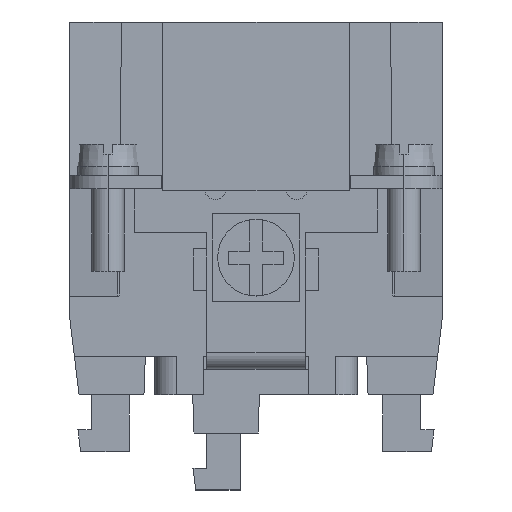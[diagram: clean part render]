
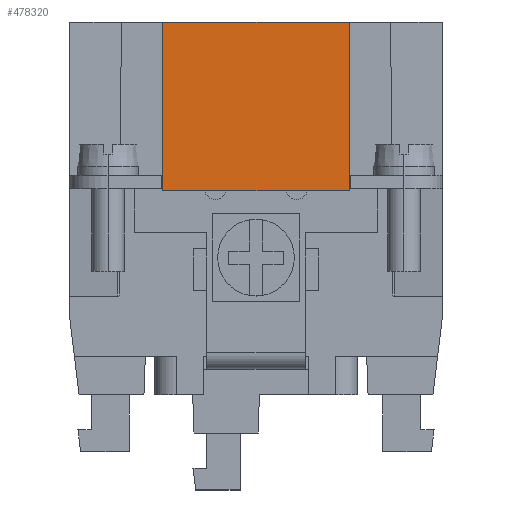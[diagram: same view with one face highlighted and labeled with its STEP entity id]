
A CAD part, left-side view. The second image highlights one B-rep face of the part: STEP entity #478320.
In plain terms, the highlighted planar face has unit normal (-1, 0, 0).
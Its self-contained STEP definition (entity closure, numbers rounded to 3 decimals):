
#110560=CARTESIAN_POINT('',(38.514,58.702,33.2));
#110570=VERTEX_POINT('',#110560);
#112460=CARTESIAN_POINT('',(38.514,41.702,33.2));
#112470=VERTEX_POINT('',#112460);
#112500=CARTESIAN_POINT('',(38.514,56.702,33.2));
#112510=DIRECTION('',(0.,-1.,0.));
#112520=VECTOR('',#112510,1.);
#112530=LINE('',#112500,#112520);
#112540=EDGE_CURVE('',#110570,#112470,#112530,.T.);
#478020=CARTESIAN_POINT('',(38.514,33.202,0.));
#478030=DIRECTION('',(-1.,0.,0.));
#478040=DIRECTION('',(0.,1.,0.));
#478050=AXIS2_PLACEMENT_3D('',#478020,#478030,#478040);
#478060=PLANE('',#478050);
#478070=CARTESIAN_POINT('',(38.514,41.702,0.));
#478080=DIRECTION('',(0.,0.,1.));
#478090=VECTOR('',#478080,1.);
#478100=LINE('',#478070,#478090);
#478110=CARTESIAN_POINT('',(38.514,41.702,17.8));
#478120=VERTEX_POINT('',#478110);
#478130=EDGE_CURVE('',#478120,#112470,#478100,.T.);
#478140=ORIENTED_EDGE('',*,*,#478130,.T.);
#478150=CARTESIAN_POINT('',(38.514,0.,17.8));
#478160=DIRECTION('',(0.,-1.,0.));
#478170=VECTOR('',#478160,1.);
#478180=LINE('',#478150,#478170);
#478190=CARTESIAN_POINT('',(38.514,58.702,17.8));
#478200=VERTEX_POINT('',#478190);
#478210=EDGE_CURVE('',#478200,#478120,#478180,.T.);
#478220=ORIENTED_EDGE('',*,*,#478210,.T.);
#478230=CARTESIAN_POINT('',(38.514,58.702,0.));
#478240=DIRECTION('',(0.,0.,1.));
#478250=VECTOR('',#478240,1.);
#478260=LINE('',#478230,#478250);
#478270=EDGE_CURVE('',#478200,#110570,#478260,.T.);
#478280=ORIENTED_EDGE('',*,*,#478270,.F.);
#478290=ORIENTED_EDGE('',*,*,#112540,.F.);
#478300=EDGE_LOOP('',(#478290,#478280,#478220,#478140));
#478310=FACE_OUTER_BOUND('',#478300,.T.);
#478320=ADVANCED_FACE('',(#478310),#478060,.T.);
